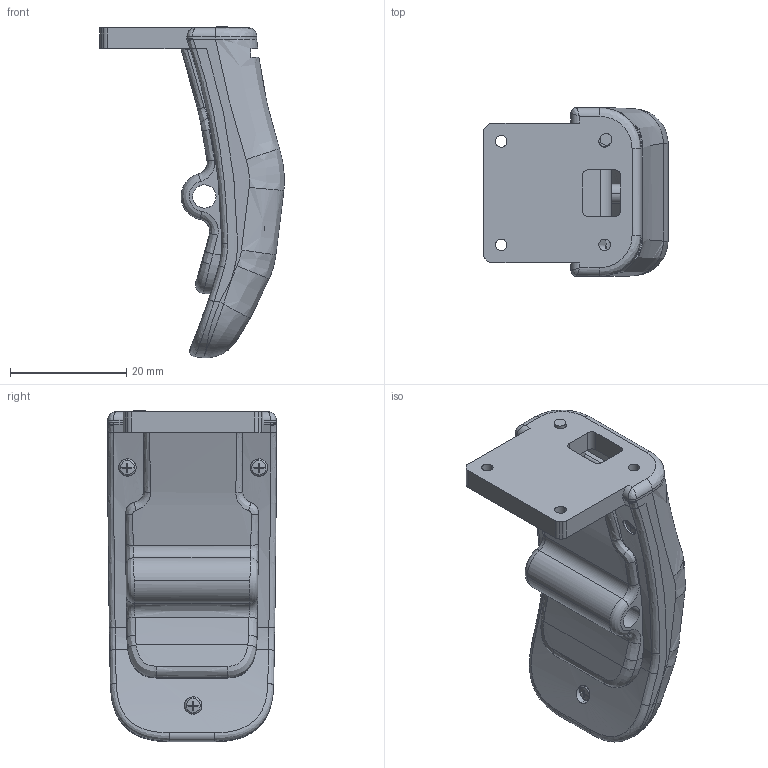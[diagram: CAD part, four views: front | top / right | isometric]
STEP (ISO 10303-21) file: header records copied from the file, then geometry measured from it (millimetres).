
FILE_DESCRIPTION (( 'STEP AP214' ), '1' );
FILE_NAME ('DRB-0002.step', '2015-02-11T17:07:38', ( 'Alexandre' ), ( '' ), 'SwSTEP 2.0', 'SolidWorks 2015', '' );
FILE_SCHEMA (( 'AUTOMOTIVE_DESIGN' ));
Length unit declared in the file: millimetre
Products named in the file (1): DRB-0002
Bounding box: 31.74 x 29 x 56.96 mm (x, y, z)
Volume: 9232.8 mm3; surface area: 11952.7 mm2
Topology: 7 solids, 7 shells, 624 faces, 1569 edges, 995 vertices
Faces by surface type: cylinder 272, plane 169, bspline 151, torus 16, cone 14, sphere 2
Entity records: 38932 total; most frequent: CARTESIAN_POINT 18730, ORIENTED_EDGE 3134, DIRECTION 2170, EDGE_CURVE 1567, VERTEX_POINT 995, AXIS2_PLACEMENT_3D 816, EDGE_LOOP 680, UNCERTAINTY_MEASURE_WITH_UNIT 633
